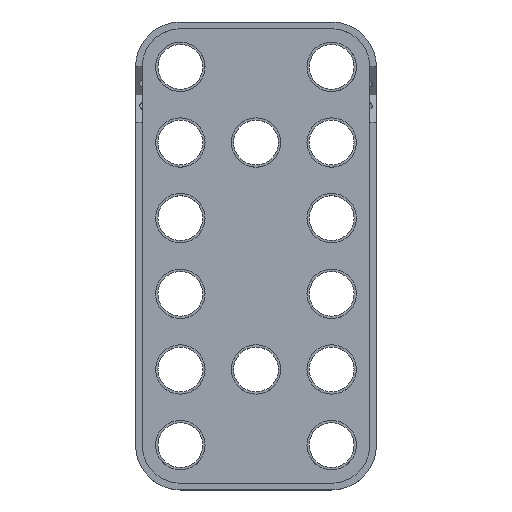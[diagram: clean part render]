
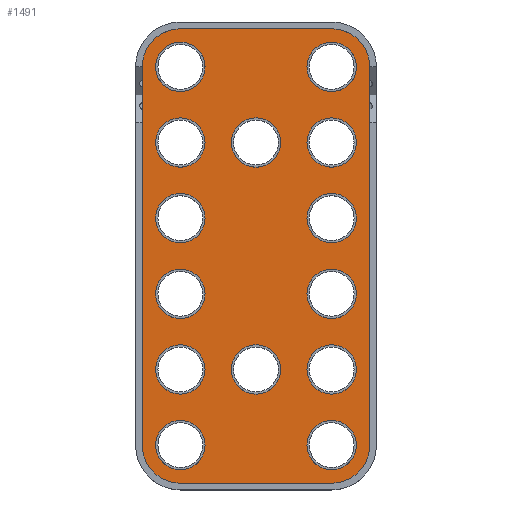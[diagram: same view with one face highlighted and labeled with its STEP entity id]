
A CAD part, top view. The second image highlights one B-rep face of the part: STEP entity #1491.
In plain terms, the highlighted planar face has unit normal (0, 0, 1).
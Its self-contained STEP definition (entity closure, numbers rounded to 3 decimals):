
#43=FACE_BOUND('',#300,.T.);
#44=FACE_BOUND('',#301,.T.);
#45=FACE_BOUND('',#302,.T.);
#46=FACE_BOUND('',#303,.T.);
#47=FACE_BOUND('',#304,.T.);
#48=FACE_BOUND('',#305,.T.);
#49=FACE_BOUND('',#306,.T.);
#50=FACE_BOUND('',#307,.T.);
#51=FACE_BOUND('',#308,.T.);
#52=FACE_BOUND('',#309,.T.);
#53=FACE_BOUND('',#310,.T.);
#54=FACE_BOUND('',#311,.T.);
#55=FACE_BOUND('',#312,.T.);
#56=FACE_BOUND('',#313,.T.);
#93=PLANE('',#1689);
#181=FACE_OUTER_BOUND('',#299,.T.);
#299=EDGE_LOOP('',(#1307,#1308,#1309,#1310,#1311,#1312,#1313,#1314));
#300=EDGE_LOOP('',(#1315));
#301=EDGE_LOOP('',(#1316));
#302=EDGE_LOOP('',(#1317));
#303=EDGE_LOOP('',(#1318));
#304=EDGE_LOOP('',(#1319));
#305=EDGE_LOOP('',(#1320));
#306=EDGE_LOOP('',(#1321));
#307=EDGE_LOOP('',(#1322));
#308=EDGE_LOOP('',(#1323));
#309=EDGE_LOOP('',(#1324));
#310=EDGE_LOOP('',(#1325));
#311=EDGE_LOOP('',(#1326));
#312=EDGE_LOOP('',(#1327));
#313=EDGE_LOOP('',(#1328));
#345=CIRCLE('',#1547,17.);
#346=CIRCLE('',#1550,17.);
#354=CIRCLE('',#1572,11.);
#392=CIRCLE('',#1639,11.);
#394=CIRCLE('',#1642,11.);
#396=CIRCLE('',#1646,11.);
#398=CIRCLE('',#1650,11.);
#400=CIRCLE('',#1654,11.);
#402=CIRCLE('',#1658,11.);
#404=CIRCLE('',#1662,11.);
#406=CIRCLE('',#1667,11.);
#408=CIRCLE('',#1671,11.);
#410=CIRCLE('',#1675,11.);
#412=CIRCLE('',#1679,11.);
#414=CIRCLE('',#1683,11.);
#416=CIRCLE('',#1687,11.);
#417=CIRCLE('',#1690,17.);
#418=CIRCLE('',#1691,17.);
#439=LINE('',#2267,#545);
#446=LINE('',#2283,#552);
#456=LINE('',#2305,#562);
#519=LINE('',#2586,#625);
#545=VECTOR('',#1791,10.);
#552=VECTOR('',#1808,10.);
#562=VECTOR('',#1832,10.);
#625=VECTOR('',#2155,10.);
#659=VERTEX_POINT('',#2259);
#660=VERTEX_POINT('',#2261);
#661=VERTEX_POINT('',#2265);
#662=VERTEX_POINT('',#2269);
#665=VERTEX_POINT('',#2282);
#670=VERTEX_POINT('',#2303);
#686=VERTEX_POINT('',#2344);
#732=VERTEX_POINT('',#2494);
#734=VERTEX_POINT('',#2500);
#736=VERTEX_POINT('',#2507);
#738=VERTEX_POINT('',#2514);
#740=VERTEX_POINT('',#2521);
#742=VERTEX_POINT('',#2528);
#744=VERTEX_POINT('',#2535);
#746=VERTEX_POINT('',#2543);
#748=VERTEX_POINT('',#2550);
#750=VERTEX_POINT('',#2557);
#752=VERTEX_POINT('',#2564);
#754=VERTEX_POINT('',#2571);
#756=VERTEX_POINT('',#2578);
#757=VERTEX_POINT('',#2583);
#758=VERTEX_POINT('',#2585);
#797=EDGE_CURVE('',#659,#660,#345,.T.);
#800=EDGE_CURVE('',#661,#659,#439,.T.);
#802=EDGE_CURVE('',#662,#661,#346,.T.);
#808=EDGE_CURVE('',#660,#665,#446,.T.);
#820=EDGE_CURVE('',#670,#662,#456,.T.);
#840=EDGE_CURVE('',#686,#686,#354,.T.);
#916=EDGE_CURVE('',#732,#732,#392,.T.);
#919=EDGE_CURVE('',#734,#734,#394,.T.);
#922=EDGE_CURVE('',#736,#736,#396,.T.);
#925=EDGE_CURVE('',#738,#738,#398,.T.);
#928=EDGE_CURVE('',#740,#740,#400,.T.);
#931=EDGE_CURVE('',#742,#742,#402,.T.);
#934=EDGE_CURVE('',#744,#744,#404,.T.);
#937=EDGE_CURVE('',#746,#746,#406,.T.);
#940=EDGE_CURVE('',#748,#748,#408,.T.);
#943=EDGE_CURVE('',#750,#750,#410,.T.);
#946=EDGE_CURVE('',#752,#752,#412,.T.);
#949=EDGE_CURVE('',#754,#754,#414,.T.);
#952=EDGE_CURVE('',#756,#756,#416,.T.);
#953=EDGE_CURVE('',#757,#670,#417,.T.);
#954=EDGE_CURVE('',#758,#757,#519,.T.);
#955=EDGE_CURVE('',#665,#758,#418,.T.);
#1307=ORIENTED_EDGE('',*,*,#808,.F.);
#1308=ORIENTED_EDGE('',*,*,#797,.F.);
#1309=ORIENTED_EDGE('',*,*,#800,.F.);
#1310=ORIENTED_EDGE('',*,*,#802,.F.);
#1311=ORIENTED_EDGE('',*,*,#820,.F.);
#1312=ORIENTED_EDGE('',*,*,#953,.F.);
#1313=ORIENTED_EDGE('',*,*,#954,.F.);
#1314=ORIENTED_EDGE('',*,*,#955,.F.);
#1315=ORIENTED_EDGE('',*,*,#916,.T.);
#1316=ORIENTED_EDGE('',*,*,#919,.T.);
#1317=ORIENTED_EDGE('',*,*,#922,.T.);
#1318=ORIENTED_EDGE('',*,*,#925,.T.);
#1319=ORIENTED_EDGE('',*,*,#928,.T.);
#1320=ORIENTED_EDGE('',*,*,#931,.T.);
#1321=ORIENTED_EDGE('',*,*,#934,.T.);
#1322=ORIENTED_EDGE('',*,*,#840,.T.);
#1323=ORIENTED_EDGE('',*,*,#937,.T.);
#1324=ORIENTED_EDGE('',*,*,#940,.T.);
#1325=ORIENTED_EDGE('',*,*,#943,.T.);
#1326=ORIENTED_EDGE('',*,*,#946,.T.);
#1327=ORIENTED_EDGE('',*,*,#949,.T.);
#1328=ORIENTED_EDGE('',*,*,#952,.T.);
#1491=ADVANCED_FACE('',(#181,#43,#44,#45,#46,#47,#48,#49,#50,#51,#52,#53,
#54,#55,#56),#93,.T.);
#1547=AXIS2_PLACEMENT_3D('',#2262,#1785,#1786);
#1550=AXIS2_PLACEMENT_3D('',#2271,#1795,#1796);
#1572=AXIS2_PLACEMENT_3D('',#2346,#1868,#1869);
#1639=AXIS2_PLACEMENT_3D('',#2496,#2039,#2040);
#1642=AXIS2_PLACEMENT_3D('',#2502,#2046,#2047);
#1646=AXIS2_PLACEMENT_3D('',#2509,#2055,#2056);
#1650=AXIS2_PLACEMENT_3D('',#2516,#2064,#2065);
#1654=AXIS2_PLACEMENT_3D('',#2523,#2073,#2074);
#1658=AXIS2_PLACEMENT_3D('',#2530,#2082,#2083);
#1662=AXIS2_PLACEMENT_3D('',#2537,#2091,#2092);
#1667=AXIS2_PLACEMENT_3D('',#2545,#2102,#2103);
#1671=AXIS2_PLACEMENT_3D('',#2552,#2111,#2112);
#1675=AXIS2_PLACEMENT_3D('',#2559,#2120,#2121);
#1679=AXIS2_PLACEMENT_3D('',#2566,#2129,#2130);
#1683=AXIS2_PLACEMENT_3D('',#2573,#2138,#2139);
#1687=AXIS2_PLACEMENT_3D('',#2580,#2147,#2148);
#1689=AXIS2_PLACEMENT_3D('',#2582,#2151,#2152);
#1690=AXIS2_PLACEMENT_3D('',#2584,#2153,#2154);
#1691=AXIS2_PLACEMENT_3D('',#2587,#2156,#2157);
#1785=DIRECTION('center_axis',(0.,0.,-1.));
#1786=DIRECTION('ref_axis',(-1.,0.,0.));
#1791=DIRECTION('',(-1.,0.,0.));
#1795=DIRECTION('center_axis',(0.,0.,-1.));
#1796=DIRECTION('ref_axis',(0.,-1.,0.));
#1808=DIRECTION('',(0.,1.,0.));
#1832=DIRECTION('',(0.,-1.,0.));
#1868=DIRECTION('center_axis',(0.,0.,-1.));
#1869=DIRECTION('ref_axis',(1.,0.,0.));
#2039=DIRECTION('center_axis',(0.,0.,-1.));
#2040=DIRECTION('ref_axis',(1.,0.,0.));
#2046=DIRECTION('center_axis',(0.,0.,-1.));
#2047=DIRECTION('ref_axis',(1.,0.,0.));
#2055=DIRECTION('center_axis',(0.,0.,-1.));
#2056=DIRECTION('ref_axis',(1.,0.,0.));
#2064=DIRECTION('center_axis',(0.,0.,-1.));
#2065=DIRECTION('ref_axis',(1.,0.,0.));
#2073=DIRECTION('center_axis',(0.,0.,-1.));
#2074=DIRECTION('ref_axis',(1.,0.,0.));
#2082=DIRECTION('center_axis',(0.,0.,-1.));
#2083=DIRECTION('ref_axis',(1.,0.,0.));
#2091=DIRECTION('center_axis',(0.,0.,-1.));
#2092=DIRECTION('ref_axis',(1.,0.,0.));
#2102=DIRECTION('center_axis',(0.,0.,-1.));
#2103=DIRECTION('ref_axis',(1.,0.,0.));
#2111=DIRECTION('center_axis',(0.,0.,-1.));
#2112=DIRECTION('ref_axis',(1.,0.,0.));
#2120=DIRECTION('center_axis',(0.,0.,-1.));
#2121=DIRECTION('ref_axis',(1.,0.,0.));
#2129=DIRECTION('center_axis',(0.,0.,-1.));
#2130=DIRECTION('ref_axis',(1.,0.,0.));
#2138=DIRECTION('center_axis',(0.,0.,-1.));
#2139=DIRECTION('ref_axis',(1.,0.,0.));
#2147=DIRECTION('center_axis',(0.,0.,-1.));
#2148=DIRECTION('ref_axis',(1.,0.,0.));
#2151=DIRECTION('center_axis',(0.,0.,1.));
#2152=DIRECTION('ref_axis',(1.,0.,0.));
#2153=DIRECTION('center_axis',(0.,0.,-1.));
#2154=DIRECTION('ref_axis',(1.,0.,0.));
#2155=DIRECTION('',(1.,0.,0.));
#2156=DIRECTION('center_axis',(0.,0.,-1.));
#2157=DIRECTION('ref_axis',(0.,1.,0.));
#2259=CARTESIAN_POINT('',(-35.,-17.,5.));
#2261=CARTESIAN_POINT('',(-52.,0.,5.));
#2262=CARTESIAN_POINT('Origin',(-35.,0.,5.));
#2265=CARTESIAN_POINT('',(32.5,-17.,5.));
#2267=CARTESIAN_POINT('',(15.625,-17.,5.));
#2269=CARTESIAN_POINT('',(49.5,0.,5.));
#2271=CARTESIAN_POINT('Origin',(32.5,0.,5.));
#2282=CARTESIAN_POINT('',(-52.,168.75,5.));
#2283=CARTESIAN_POINT('',(-52.,42.188,5.));
#2303=CARTESIAN_POINT('',(49.5,168.75,5.));
#2305=CARTESIAN_POINT('',(49.5,126.563,5.));
#2344=CARTESIAN_POINT('',(-46.,168.75,5.));
#2346=CARTESIAN_POINT('Origin',(-35.,168.75,5.));
#2494=CARTESIAN_POINT('',(21.5,168.75,5.));
#2496=CARTESIAN_POINT('Origin',(32.5,168.75,5.));
#2500=CARTESIAN_POINT('',(21.5,135.,5.));
#2502=CARTESIAN_POINT('Origin',(32.5,135.,5.));
#2507=CARTESIAN_POINT('',(-46.,67.5,5.));
#2509=CARTESIAN_POINT('Origin',(-35.,67.5,5.));
#2514=CARTESIAN_POINT('',(21.5,33.75,5.));
#2516=CARTESIAN_POINT('Origin',(32.5,33.75,5.));
#2521=CARTESIAN_POINT('',(21.5,0.,5.));
#2523=CARTESIAN_POINT('Origin',(32.5,0.,5.));
#2528=CARTESIAN_POINT('',(-12.25,33.75,5.));
#2530=CARTESIAN_POINT('Origin',(-1.25,33.75,5.));
#2535=CARTESIAN_POINT('',(-12.25,135.,5.));
#2537=CARTESIAN_POINT('Origin',(-1.25,135.,5.));
#2543=CARTESIAN_POINT('',(21.5,101.25,5.));
#2545=CARTESIAN_POINT('Origin',(32.5,101.25,5.));
#2550=CARTESIAN_POINT('',(-46.,0.,5.));
#2552=CARTESIAN_POINT('Origin',(-35.,0.,5.));
#2557=CARTESIAN_POINT('',(21.5,67.5,5.));
#2559=CARTESIAN_POINT('Origin',(32.5,67.5,5.));
#2564=CARTESIAN_POINT('',(-46.,33.75,5.));
#2566=CARTESIAN_POINT('Origin',(-35.,33.75,5.));
#2571=CARTESIAN_POINT('',(-46.,101.25,5.));
#2573=CARTESIAN_POINT('Origin',(-35.,101.25,5.));
#2578=CARTESIAN_POINT('',(-46.,135.,5.));
#2580=CARTESIAN_POINT('Origin',(-35.,135.,5.));
#2582=CARTESIAN_POINT('Origin',(-1.25,84.375,5.));
#2583=CARTESIAN_POINT('',(32.5,185.75,5.));
#2584=CARTESIAN_POINT('Origin',(32.5,168.75,5.));
#2585=CARTESIAN_POINT('',(-35.,185.75,5.));
#2586=CARTESIAN_POINT('',(-18.125,185.75,5.));
#2587=CARTESIAN_POINT('Origin',(-35.,168.75,5.));
